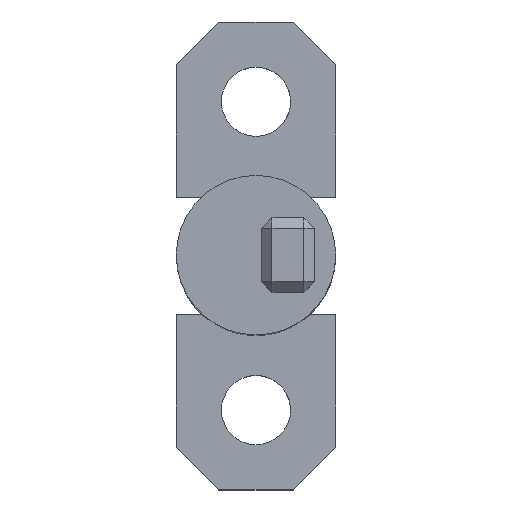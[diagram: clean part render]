
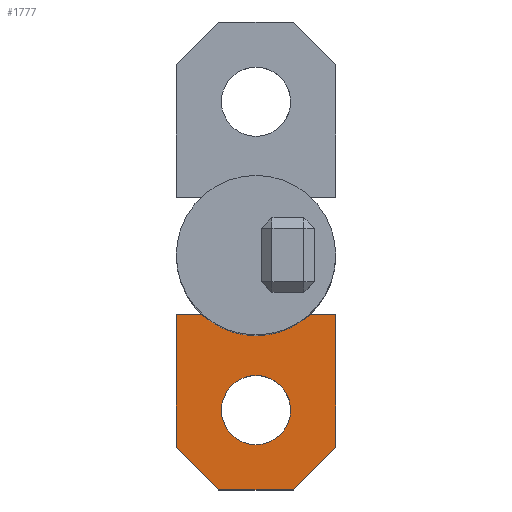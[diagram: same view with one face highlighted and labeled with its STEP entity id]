
A CAD part, top view. The second image highlights one B-rep face of the part: STEP entity #1777.
In plain terms, the highlighted planar face has unit normal (0, 0, 1).
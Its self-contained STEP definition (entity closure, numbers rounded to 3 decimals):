
#1662=AXIS2_PLACEMENT_3D('Circle Axis2P3D',#1660,#1661,$) ;
#1698=AXIS2_PLACEMENT_3D('Plane Axis2P3D',#1695,#1696,#1697) ;
#1660=CARTESIAN_POINT('Axis2P3D Location',(0.,-14.5,-40.)) ;
#1664=CARTESIAN_POINT('Vertex',(0.,-17.75,-40.)) ;
#1666=CARTESIAN_POINT('Vertex',(0.,-11.25,-40.)) ;
#1695=CARTESIAN_POINT('Axis2P3D Location',(-7.5,-5.5,-40.)) ;
#1700=CARTESIAN_POINT('Line Origine',(7.5,-11.75,-40.)) ;
#1704=CARTESIAN_POINT('Vertex',(7.5,-18.,-40.)) ;
#1706=CARTESIAN_POINT('Vertex',(7.5,-5.5,-40.)) ;
#1709=CARTESIAN_POINT('Line Origine',(0.,-5.5,-40.)) ;
#1713=CARTESIAN_POINT('Vertex',(-7.5,-5.5,-40.)) ;
#1716=CARTESIAN_POINT('Line Origine',(-7.5,-11.75,-40.)) ;
#1720=CARTESIAN_POINT('Vertex',(-7.5,-18.,-40.)) ;
#1723=CARTESIAN_POINT('Line Origine',(-5.5,-20.,-40.)) ;
#1727=CARTESIAN_POINT('Vertex',(-3.5,-22.,-40.)) ;
#1730=CARTESIAN_POINT('Line Origine',(0.,-22.,-40.)) ;
#1734=CARTESIAN_POINT('Vertex',(3.5,-22.,-40.)) ;
#1737=CARTESIAN_POINT('Line Origine',(5.5,-20.,-40.)) ;
#1751=CARTESIAN_POINT('Control Point',(0.,-11.25,-40.)) ;
#1752=CARTESIAN_POINT('Control Point',(0.353,-11.25,-40.)) ;
#1753=CARTESIAN_POINT('Control Point',(0.706,-11.298,-40.)) ;
#1754=CARTESIAN_POINT('Control Point',(1.051,-11.394,-40.)) ;
#1755=CARTESIAN_POINT('Control Point',(1.705,-11.677,-40.)) ;
#1756=CARTESIAN_POINT('Control Point',(2.26,-12.125,-40.)) ;
#1757=CARTESIAN_POINT('Control Point',(2.506,-12.385,-40.)) ;
#1758=CARTESIAN_POINT('Control Point',(2.919,-12.966,-40.)) ;
#1759=CARTESIAN_POINT('Control Point',(3.163,-13.636,-40.)) ;
#1760=CARTESIAN_POINT('Control Point',(3.238,-13.986,-40.)) ;
#1761=CARTESIAN_POINT('Control Point',(3.292,-14.697,-40.)) ;
#1762=CARTESIAN_POINT('Control Point',(3.154,-15.396,-40.)) ;
#1763=CARTESIAN_POINT('Control Point',(3.038,-15.734,-40.)) ;
#1764=CARTESIAN_POINT('Control Point',(2.716,-16.371,-40.)) ;
#1765=CARTESIAN_POINT('Control Point',(2.236,-16.898,-40.)) ;
#1766=CARTESIAN_POINT('Control Point',(1.962,-17.127,-40.)) ;
#1767=CARTESIAN_POINT('Control Point',(1.424,-17.464,-40.)) ;
#1768=CARTESIAN_POINT('Control Point',(0.823,-17.662,-40.)) ;
#1769=CARTESIAN_POINT('Control Point',(0.551,-17.721,-40.)) ;
#1770=CARTESIAN_POINT('Control Point',(0.276,-17.75,-40.)) ;
#1771=CARTESIAN_POINT('Control Point',(0.,-17.75,-40.)) ;
#1661=DIRECTION('Axis2P3D Direction',(0.,0.,-1.)) ;
#1696=DIRECTION('Axis2P3D Direction',(0.,0.,1.)) ;
#1697=DIRECTION('Axis2P3D XDirection',(0.,-1.,0.)) ;
#1701=DIRECTION('Vector Direction',(0.,1.,0.)) ;
#1710=DIRECTION('Vector Direction',(-1.,0.,0.)) ;
#1717=DIRECTION('Vector Direction',(0.,-1.,0.)) ;
#1724=DIRECTION('Vector Direction',(0.707,-0.707,0.)) ;
#1731=DIRECTION('Vector Direction',(1.,0.,0.)) ;
#1738=DIRECTION('Vector Direction',(0.707,0.707,0.)) ;
#1702=VECTOR('Line Direction',#1701,1.) ;
#1711=VECTOR('Line Direction',#1710,1.) ;
#1718=VECTOR('Line Direction',#1717,1.) ;
#1725=VECTOR('Line Direction',#1724,1.) ;
#1732=VECTOR('Line Direction',#1731,1.) ;
#1739=VECTOR('Line Direction',#1738,1.) ;
#1743=ORIENTED_EDGE('',*,*,#1708,.T.) ;
#1744=ORIENTED_EDGE('',*,*,#1715,.T.) ;
#1745=ORIENTED_EDGE('',*,*,#1722,.T.) ;
#1746=ORIENTED_EDGE('',*,*,#1729,.T.) ;
#1747=ORIENTED_EDGE('',*,*,#1736,.T.) ;
#1748=ORIENTED_EDGE('',*,*,#1741,.T.) ;
#1774=ORIENTED_EDGE('',*,*,#1772,.T.) ;
#1775=ORIENTED_EDGE('',*,*,#1668,.T.) ;
#1776=FACE_BOUND('',#1773,.T.) ;
#1777=ADVANCED_FACE('02_\X2\53D64ED899D2\X0\1',(#1749,#1776),#1699,.T.) ;
#1750=B_SPLINE_CURVE_WITH_KNOTS('',5,(#1751,#1752,#1753,#1754,#1755,#1756,#1757,#1758,#1759,#1760,#1761,#1762,#1763,#1764,#1765,#1766,#1767,#1768,#1769,#1770,#1771),.UNSPECIFIED.,.F.,.U.,(6,3,3,3,3,3,6),(0.,2.505,5.01,7.515,10.02,12.526,14.481),.UNSPECIFIED.) ;
#1663=CIRCLE('generated circle',#1662,3.25) ;
#1668=EDGE_CURVE('',#1665,#1667,#1663,.T.) ;
#1708=EDGE_CURVE('',#1705,#1707,#1703,.T.) ;
#1715=EDGE_CURVE('',#1707,#1714,#1712,.T.) ;
#1722=EDGE_CURVE('',#1714,#1721,#1719,.T.) ;
#1729=EDGE_CURVE('',#1721,#1728,#1726,.T.) ;
#1736=EDGE_CURVE('',#1728,#1735,#1733,.T.) ;
#1741=EDGE_CURVE('',#1735,#1705,#1740,.T.) ;
#1772=EDGE_CURVE('',#1667,#1665,#1750,.T.) ;
#1742=EDGE_LOOP('',(#1743,#1744,#1745,#1746,#1747,#1748)) ;
#1773=EDGE_LOOP('',(#1774,#1775)) ;
#1749=FACE_OUTER_BOUND('',#1742,.T.) ;
#1703=LINE('Line',#1700,#1702) ;
#1712=LINE('Line',#1709,#1711) ;
#1719=LINE('Line',#1716,#1718) ;
#1726=LINE('Line',#1723,#1725) ;
#1733=LINE('Line',#1730,#1732) ;
#1740=LINE('Line',#1737,#1739) ;
#1699=PLANE('Plane',#1698) ;
#1665=VERTEX_POINT('',#1664) ;
#1667=VERTEX_POINT('',#1666) ;
#1705=VERTEX_POINT('',#1704) ;
#1707=VERTEX_POINT('',#1706) ;
#1714=VERTEX_POINT('',#1713) ;
#1721=VERTEX_POINT('',#1720) ;
#1728=VERTEX_POINT('',#1727) ;
#1735=VERTEX_POINT('',#1734) ;
